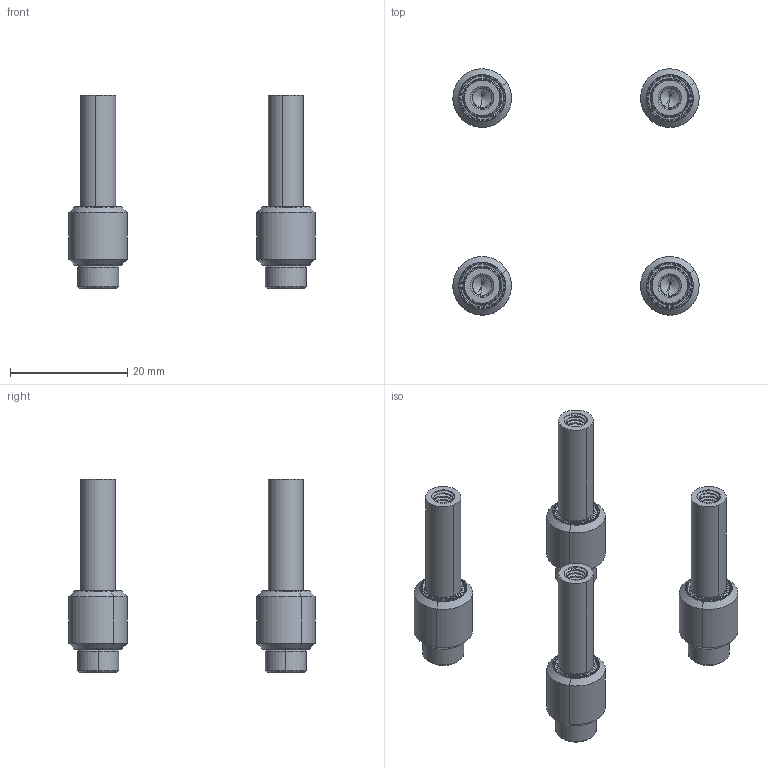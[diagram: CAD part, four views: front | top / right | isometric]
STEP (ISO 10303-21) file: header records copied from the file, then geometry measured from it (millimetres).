
FILE_DESCRIPTION (( 'STEP AP203' ), '1' );
FILE_NAME ('3205-0001-0002.STEP', '2018-08-08T20:22:31', ( '' ), ( '' ), 'SwSTEP 2.0', 'SolidWorks 2016', '' );
FILE_SCHEMA (( 'CONFIG_CONTROL_DESIGN' ));
Length unit declared in the file: millimetre
Products named in the file (6): 1503-5100-6190; 3600-0005-1010; 2800-0004-0008_90128A207; 1600-0208-0005; 3205-0001-0002; 3600-0005-1010 Assembly
Assembly tree (15 placements, depth 3):
  3205-0001-0002
    2800-0004-0008_90128A207  x4
    3600-0005-1010 Assembly  x4
      3600-0005-1010
      1600-0208-0005
    1503-5100-6190  x4
Bounding box: 41.99 x 41.99 x 33 mm (x, y, z)
Volume: 5083 mm3; surface area: 8950.9 mm2
Topology: 36 solids, 36 shells, 1372 faces, 3196 edges, 1980 vertices
Faces by surface type: cylinder 692, cone 300, plane 196, torus 160, bspline 24
Entity records: 14744 total; most frequent: CARTESIAN_POINT 8260, ORIENTED_EDGE 1278, DIRECTION 1112, EDGE_CURVE 639, AXIS2_PLACEMENT_3D 454, VERTEX_POINT 403, EDGE_LOOP 282, FACE_OUTER_BOUND 263
